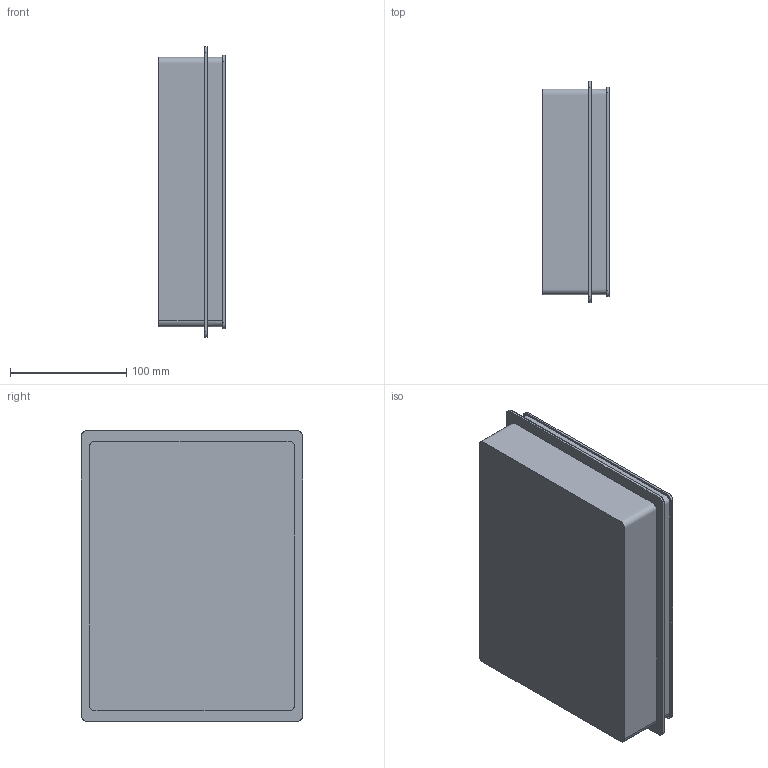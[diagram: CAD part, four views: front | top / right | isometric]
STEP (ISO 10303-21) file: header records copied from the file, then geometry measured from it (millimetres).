
FILE_DESCRIPTION(/* description */ (''),/* implementation_level */ '2;1');
FILE_NAME(/* name */ 'Nuda_Parete_3D',/* time_stamp */ '2012-01-26T12:32:43+01:00',/* author */ (''),/* organization */ (''),/* preprocessor_version */ 'ST-DEVELOPER v10',/* originating_system */ '',/* authorisation */ '');
FILE_SCHEMA (('CONFIG_CONTROL_DESIGN'));
Length unit declared in the file: millimetre
Products named in the file (1): 1
Bounding box: 57 x 190 x 250 mm (x, y, z)
Volume: 1720994.5 mm3; surface area: 267977.8 mm2
Topology: 3 solids, 6 shells, 65 faces, 192 edges, 137 vertices
Faces by surface type: bspline 38, plane 27
Entity records: 2252 total; most frequent: CARTESIAN_POINT 1050, ORIENTED_EDGE 357, EDGE_CURVE 191, VERTEX_POINT 135, B_SPLINE_CURVE_WITH_KNOTS 124, EDGE_LOOP 68, ADVANCED_FACE 65, FACE_OUTER_BOUND 65
